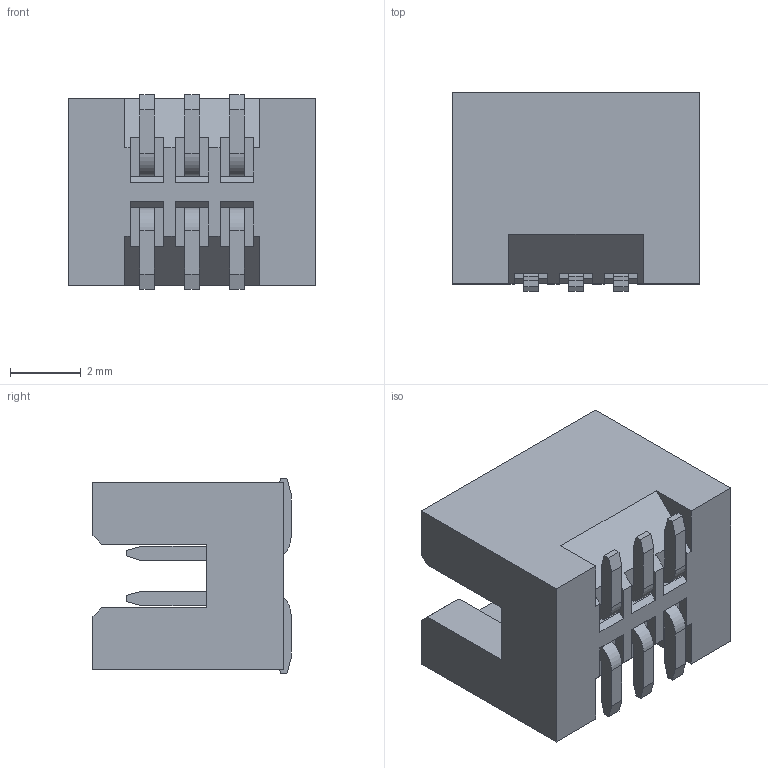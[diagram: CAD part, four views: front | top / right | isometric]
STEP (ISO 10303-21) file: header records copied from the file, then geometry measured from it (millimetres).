
FILE_DESCRIPTION( ( 'STEP AP214' ), '1' );
FILE_NAME( '20021221-00006T1LF.stp', '2019-08-21T00:09:09', ( '' ), ( '' ), ' ', 'PARTsolutions', ' ' );
FILE_SCHEMA( ( 'AUTOMOTIVE_DESIGN { 1 0 10303 214 1 1 1 1 }' ) );
Length unit declared in the file: millimetre
Products named in the file (3): 20021221-00006T1LF; _20021221-00006T1LF-b; _20021221-X0006XXLF-p
Assembly tree (2 placements, depth 2):
  20021221-00006T1LF
    _20021221-00006T1LF-b
    _20021221-X0006XXLF-p
Bounding box: 6.99 x 5.6 x 5.5 mm (x, y, z)
Volume: 119.8 mm3; surface area: 344.2 mm2
Topology: 2 solids, 2 shells, 181 faces, 545 edges, 362 vertices
Faces by surface type: plane 169, cylinder 12
Entity records: 7537 total; most frequent: CARTESIAN_POINT 1091, ORIENTED_EDGE 1090, DIRECTION 937, EDGE_CURVE 545, LINE 521, VECTOR 521, VERTEX_POINT 362, AXIS2_PLACEMENT_3D 208
